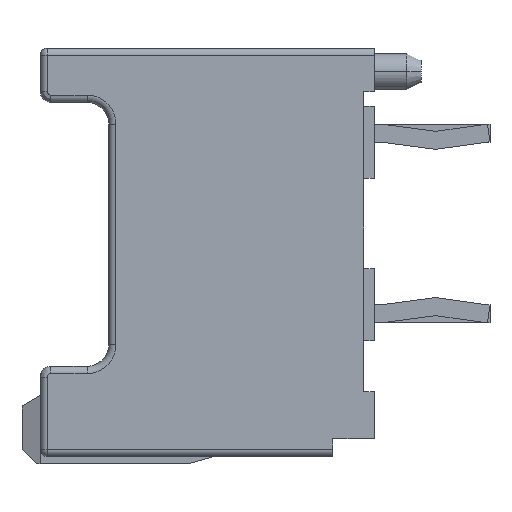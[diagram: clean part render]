
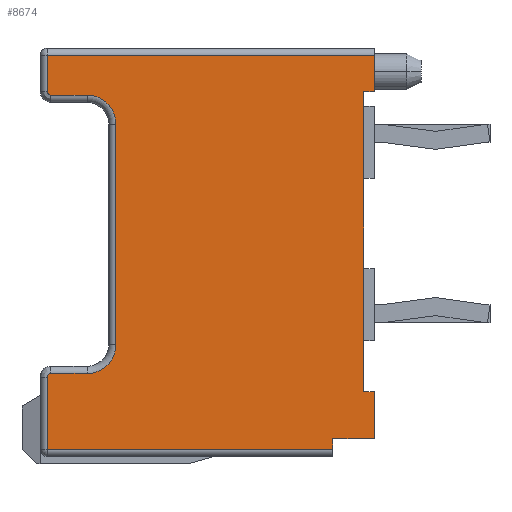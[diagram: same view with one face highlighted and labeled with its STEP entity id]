
A CAD part, left-side view. The second image highlights one B-rep face of the part: STEP entity #8674.
In plain terms, the highlighted planar face has unit normal (-1, 0, 0).
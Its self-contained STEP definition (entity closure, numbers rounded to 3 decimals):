
#1=DIRECTION('',(0.,0.,-1.));
#2=VECTOR('',#1,1.);
#3=CARTESIAN_POINT('',(-11.7,0.,-0.2));
#4=LINE('',#3,#2);
#5=DIRECTION('',(0.,1.,0.));
#6=VECTOR('',#5,0.3);
#7=CARTESIAN_POINT('',(-11.7,0.,-1.2));
#8=LINE('',#7,#6);
#9=DIRECTION('',(0.,0.,1.));
#10=VECTOR('',#9,8.3);
#11=CARTESIAN_POINT('',(-11.7,0.3,-9.5));
#12=LINE('',#11,#10);
#13=DIRECTION('',(0.,1.,0.));
#14=VECTOR('',#13,0.3);
#15=CARTESIAN_POINT('',(-11.7,0.,-9.5));
#16=LINE('',#15,#14);
#17=DIRECTION('',(0.,0.,-1.));
#18=VECTOR('',#17,1.3);
#19=CARTESIAN_POINT('',(-11.7,0.,-9.5));
#20=LINE('',#19,#18);
#21=DIRECTION('',(0.,1.,0.));
#22=VECTOR('',#21,1.15);
#23=CARTESIAN_POINT('',(-11.7,0.,-10.8));
#24=LINE('',#23,#22);
#25=DIRECTION('',(0.,0.,-1.));
#26=VECTOR('',#25,0.3);
#27=CARTESIAN_POINT('',(-11.7,1.15,-10.8));
#28=LINE('',#27,#26);
#29=DIRECTION('',(0.,0.,-1.));
#30=VECTOR('',#29,1.);
#31=CARTESIAN_POINT('',(-11.7,9.05,-0.2));
#32=LINE('',#31,#30);
#42=CARTESIAN_POINT('',(-11.7,8.95,-1.2));
#43=DIRECTION('',(-1.,0.,0.));
#44=DIRECTION('',(0.,1.,0.));
#45=AXIS2_PLACEMENT_3D('',#42,#43,#44);
#57=DIRECTION('',(0.,-1.,0.));
#58=VECTOR('',#57,1.);
#59=CARTESIAN_POINT('',(-11.7,8.95,-1.3));
#60=LINE('',#59,#58);
#70=CARTESIAN_POINT('',(-11.7,7.95,-2.1));
#71=DIRECTION('',(1.,0.,0.));
#72=DIRECTION('',(0.,0.,1.));
#73=AXIS2_PLACEMENT_3D('',#70,#71,#72);
#85=DIRECTION('',(0.,0.,-1.));
#86=VECTOR('',#85,6.1);
#87=CARTESIAN_POINT('',(-11.7,7.15,-2.1));
#88=LINE('',#87,#86);
#98=CARTESIAN_POINT('',(-11.7,7.95,-8.2));
#99=DIRECTION('',(1.,0.,0.));
#100=DIRECTION('',(0.,-1.,0.));
#101=AXIS2_PLACEMENT_3D('',#98,#99,#100);
#113=DIRECTION('',(0.,1.,0.));
#114=VECTOR('',#113,1.);
#115=CARTESIAN_POINT('',(-11.7,7.95,-9.));
#116=LINE('',#115,#114);
#126=CARTESIAN_POINT('',(-11.7,8.95,-9.1));
#127=DIRECTION('',(-1.,0.,0.));
#128=DIRECTION('',(0.,0.,1.));
#129=AXIS2_PLACEMENT_3D('',#126,#127,#128);
#141=DIRECTION('',(0.,0.,-1.));
#142=VECTOR('',#141,2.);
#143=CARTESIAN_POINT('',(-11.7,9.05,-9.1));
#144=LINE('',#143,#142);
#159=DIRECTION('',(0.,-1.,0.));
#160=VECTOR('',#159,7.9);
#161=CARTESIAN_POINT('',(-11.7,9.05,-11.1));
#162=LINE('',#161,#160);
#4956=DIRECTION('',(0.,1.,0.));
#4957=VECTOR('',#4956,9.05);
#4958=CARTESIAN_POINT('',(-11.7,0.,-0.2));
#4959=LINE('',#4958,#4957);
#7013=CARTESIAN_POINT('',(-11.7,0.,-9.5));
#7014=CARTESIAN_POINT('',(-11.7,0.3,-9.5));
#7015=VERTEX_POINT('',#7013);
#7016=VERTEX_POINT('',#7014);
#7017=CARTESIAN_POINT('',(-11.7,0.3,-1.2));
#7018=VERTEX_POINT('',#7017);
#7019=CARTESIAN_POINT('',(-11.7,0.,-1.2));
#7020=VERTEX_POINT('',#7019);
#7161=CARTESIAN_POINT('',(-11.7,0.,-10.8));
#7162=VERTEX_POINT('',#7161);
#7165=CARTESIAN_POINT('',(-11.7,1.15,-10.8));
#7166=VERTEX_POINT('',#7165);
#8217=CARTESIAN_POINT('',(-11.7,9.05,-0.2));
#8218=CARTESIAN_POINT('',(-11.7,9.05,-1.2));
#8219=VERTEX_POINT('',#8217);
#8220=VERTEX_POINT('',#8218);
#8223=CARTESIAN_POINT('',(-11.7,8.95,-1.3));
#8224=VERTEX_POINT('',#8223);
#8227=CARTESIAN_POINT('',(-11.7,7.95,-1.3));
#8228=VERTEX_POINT('',#8227);
#8231=CARTESIAN_POINT('',(-11.7,7.15,-2.1));
#8232=VERTEX_POINT('',#8231);
#8235=CARTESIAN_POINT('',(-11.7,7.15,-8.2));
#8236=VERTEX_POINT('',#8235);
#8239=CARTESIAN_POINT('',(-11.7,7.95,-9.));
#8240=VERTEX_POINT('',#8239);
#8243=CARTESIAN_POINT('',(-11.7,8.95,-9.));
#8244=VERTEX_POINT('',#8243);
#8247=CARTESIAN_POINT('',(-11.7,9.05,-9.1));
#8248=VERTEX_POINT('',#8247);
#8251=CARTESIAN_POINT('',(-11.7,9.05,-11.1));
#8252=VERTEX_POINT('',#8251);
#8261=CARTESIAN_POINT('',(-11.7,1.15,-11.1));
#8262=VERTEX_POINT('',#8261);
#8265=CARTESIAN_POINT('',(-11.7,0.,-0.2));
#8266=VERTEX_POINT('',#8265);
#8631=CARTESIAN_POINT('',(-11.7,0.,0.));
#8632=DIRECTION('',(1.,0.,0.));
#8633=DIRECTION('',(0.,0.,-1.));
#8634=AXIS2_PLACEMENT_3D('',#8631,#8632,#8633);
#8635=PLANE('',#8634);
#8637=ORIENTED_EDGE('',*,*,#8636,.F.);
#8639=ORIENTED_EDGE('',*,*,#8638,.F.);
#8641=ORIENTED_EDGE('',*,*,#8640,.T.);
#8643=ORIENTED_EDGE('',*,*,#8642,.T.);
#8645=ORIENTED_EDGE('',*,*,#8644,.F.);
#8647=ORIENTED_EDGE('',*,*,#8646,.F.);
#8649=ORIENTED_EDGE('',*,*,#8648,.T.);
#8651=ORIENTED_EDGE('',*,*,#8650,.T.);
#8653=ORIENTED_EDGE('',*,*,#8652,.T.);
#8655=ORIENTED_EDGE('',*,*,#8654,.F.);
#8657=ORIENTED_EDGE('',*,*,#8656,.F.);
#8659=ORIENTED_EDGE('',*,*,#8658,.F.);
#8661=ORIENTED_EDGE('',*,*,#8660,.F.);
#8663=ORIENTED_EDGE('',*,*,#8662,.F.);
#8665=ORIENTED_EDGE('',*,*,#8664,.F.);
#8667=ORIENTED_EDGE('',*,*,#8666,.F.);
#8669=ORIENTED_EDGE('',*,*,#8668,.F.);
#8671=ORIENTED_EDGE('',*,*,#8670,.F.);
#8672=EDGE_LOOP('',(#8637,#8639,#8641,#8643,#8645,#8647,#8649,#8651,#8653,#8655,
#8657,#8659,#8661,#8663,#8665,#8667,#8669,#8671));
#8673=FACE_OUTER_BOUND('',#8672,.F.);
#8674=ADVANCED_FACE('',(#8673),#8635,.F.);
#46=CIRCLE('',#45,0.1);
#74=CIRCLE('',#73,0.8);
#102=CIRCLE('',#101,0.8);
#130=CIRCLE('',#129,0.1);
#8636=EDGE_CURVE('',#8219,#8220,#32,.T.);
#8638=EDGE_CURVE('',#8266,#8219,#4959,.T.);
#8640=EDGE_CURVE('',#8266,#7020,#4,.T.);
#8642=EDGE_CURVE('',#7020,#7018,#8,.T.);
#8644=EDGE_CURVE('',#7016,#7018,#12,.T.);
#8646=EDGE_CURVE('',#7015,#7016,#16,.T.);
#8648=EDGE_CURVE('',#7015,#7162,#20,.T.);
#8650=EDGE_CURVE('',#7162,#7166,#24,.T.);
#8652=EDGE_CURVE('',#7166,#8262,#28,.T.);
#8654=EDGE_CURVE('',#8252,#8262,#162,.T.);
#8656=EDGE_CURVE('',#8248,#8252,#144,.T.);
#8658=EDGE_CURVE('',#8244,#8248,#130,.T.);
#8660=EDGE_CURVE('',#8240,#8244,#116,.T.);
#8662=EDGE_CURVE('',#8236,#8240,#102,.T.);
#8664=EDGE_CURVE('',#8232,#8236,#88,.T.);
#8666=EDGE_CURVE('',#8228,#8232,#74,.T.);
#8668=EDGE_CURVE('',#8224,#8228,#60,.T.);
#8670=EDGE_CURVE('',#8220,#8224,#46,.T.);
